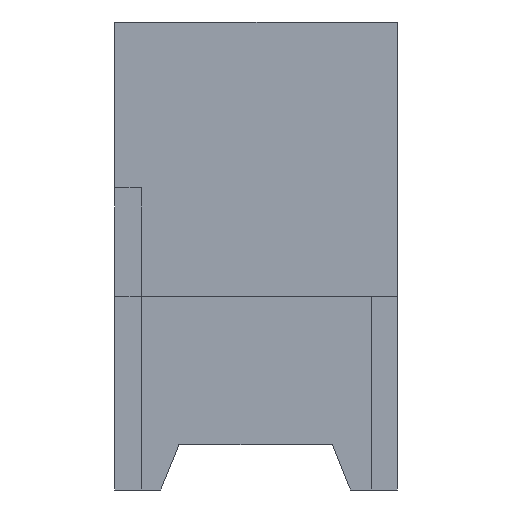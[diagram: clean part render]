
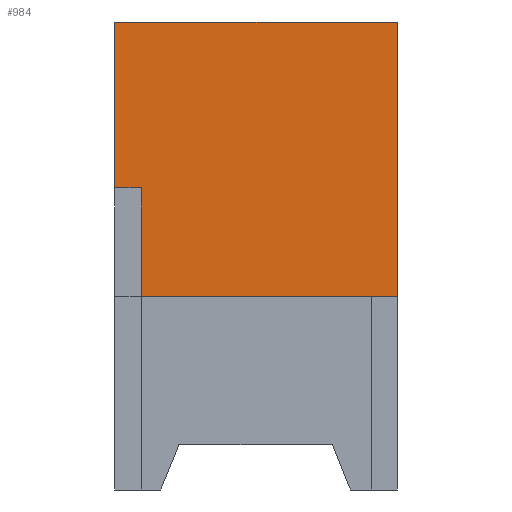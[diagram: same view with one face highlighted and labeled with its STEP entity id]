
A CAD part, left-side view. The second image highlights one B-rep face of the part: STEP entity #984.
In plain terms, the highlighted planar face has unit normal (-1, 0, 0).
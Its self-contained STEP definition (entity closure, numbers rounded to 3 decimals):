
#282 = VERTEX_POINT('',#283);
#283 = CARTESIAN_POINT('',(-6.58,7.675,8.9));
#289 = EDGE_CURVE('',#282,#290,#292,.T.);
#290 = VERTEX_POINT('',#291);
#291 = CARTESIAN_POINT('',(-6.58,7.675,14.39));
#292 = LINE('',#293,#294);
#293 = CARTESIAN_POINT('',(-6.58,7.675,5.3));
#294 = VECTOR('',#295,1.);
#295 = DIRECTION('',(0.,0.,1.));
#526 = VERTEX_POINT('',#527);
#527 = CARTESIAN_POINT('',(-6.58,-1.675,5.3));
#533 = EDGE_CURVE('',#526,#534,#536,.T.);
#534 = VERTEX_POINT('',#535);
#535 = CARTESIAN_POINT('',(-6.58,-1.675,14.39));
#536 = LINE('',#537,#538);
#537 = CARTESIAN_POINT('',(-6.58,-1.675,5.3));
#538 = VECTOR('',#539,1.);
#539 = DIRECTION('',(0.,0.,1.));
#927 = EDGE_CURVE('',#534,#290,#928,.T.);
#928 = LINE('',#929,#930);
#929 = CARTESIAN_POINT('',(-6.58,-1.675,14.39));
#930 = VECTOR('',#931,1.);
#931 = DIRECTION('',(0.,1.,0.));
#984 = ADVANCED_FACE('',(#985),#1012,.F.);
#985 = FACE_BOUND('',#986,.F.);
#986 = EDGE_LOOP('',(#987,#988,#996,#1004,#1010,#1011));
#987 = ORIENTED_EDGE('',*,*,#533,.F.);
#988 = ORIENTED_EDGE('',*,*,#989,.T.);
#989 = EDGE_CURVE('',#526,#990,#992,.T.);
#990 = VERTEX_POINT('',#991);
#991 = CARTESIAN_POINT('',(-6.58,6.8,5.3));
#992 = LINE('',#993,#994);
#993 = CARTESIAN_POINT('',(-6.58,-1.675,5.3));
#994 = VECTOR('',#995,1.);
#995 = DIRECTION('',(0.,1.,0.));
#996 = ORIENTED_EDGE('',*,*,#997,.T.);
#997 = EDGE_CURVE('',#990,#998,#1000,.T.);
#998 = VERTEX_POINT('',#999);
#999 = CARTESIAN_POINT('',(-6.58,6.8,8.9));
#1000 = LINE('',#1001,#1002);
#1001 = CARTESIAN_POINT('',(-6.58,6.8,-1.1));
#1002 = VECTOR('',#1003,1.);
#1003 = DIRECTION('',(0.,0.,1.));
#1004 = ORIENTED_EDGE('',*,*,#1005,.T.);
#1005 = EDGE_CURVE('',#998,#282,#1006,.T.);
#1006 = LINE('',#1007,#1008);
#1007 = CARTESIAN_POINT('',(-6.58,6.8,8.9));
#1008 = VECTOR('',#1009,1.);
#1009 = DIRECTION('',(0.,1.,0.));
#1010 = ORIENTED_EDGE('',*,*,#289,.T.);
#1011 = ORIENTED_EDGE('',*,*,#927,.F.);
#1012 = PLANE('',#1013);
#1013 = AXIS2_PLACEMENT_3D('',#1014,#1015,#1016);
#1014 = CARTESIAN_POINT('',(-6.58,-1.675,5.3));
#1015 = DIRECTION('',(1.,0.,0.));
#1016 = DIRECTION('',(0.,0.,1.));
